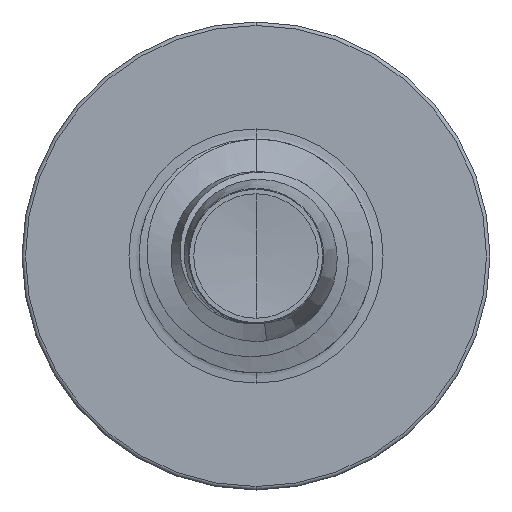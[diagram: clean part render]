
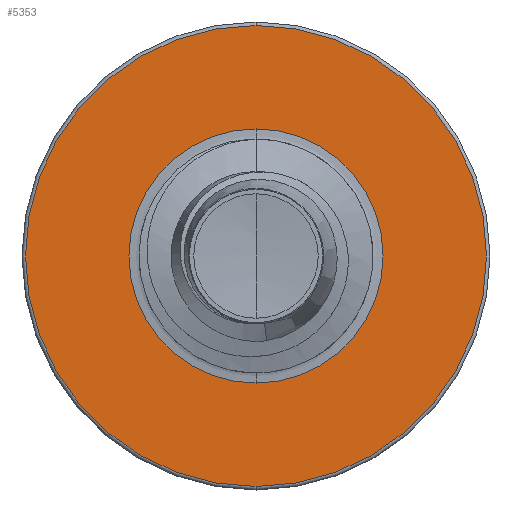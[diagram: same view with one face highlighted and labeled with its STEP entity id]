
A CAD part, front view. The second image highlights one B-rep face of the part: STEP entity #5353.
In plain terms, the highlighted planar face has unit normal (0, -1, 0).
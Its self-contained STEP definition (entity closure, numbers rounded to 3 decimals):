
#107 = EDGE_CURVE ( 'NONE', #10385, #9906, #5600, .T. ) ;
#869 = ORIENTED_EDGE ( 'NONE', *, *, #1477, .T. ) ;
#1477 = EDGE_CURVE ( 'NONE', #10337, #5566, #3247, .T. ) ;
#2101 = DIRECTION ( 'NONE',  ( 0., 0., 1. ) ) ;
#2112 = DIRECTION ( 'NONE',  ( 0., 1., 0. ) ) ;
#2115 = CARTESIAN_POINT ( 'NONE',  ( 0., 2., 0. ) ) ;
#2284 = CARTESIAN_POINT ( 'NONE',  ( 0., 2., 1.97 ) ) ;
#2355 = FACE_BOUND ( 'NONE', #5692, .T. ) ;
#2358 = AXIS2_PLACEMENT_3D ( 'NONE', #8107, #6576, #6246 ) ;
#2432 = CARTESIAN_POINT ( 'NONE',  ( 0., 2., -1.97 ) ) ;
#2718 = ORIENTED_EDGE ( 'NONE', *, *, #2975, .T. ) ;
#2785 = CARTESIAN_POINT ( 'NONE',  ( 0., 2., 1.086 ) ) ;
#2975 = EDGE_CURVE ( 'NONE', #5566, #10337, #8751, .T. ) ;
#3173 = DIRECTION ( 'NONE',  ( 0., 0., 1. ) ) ;
#3187 = DIRECTION ( 'NONE',  ( 0., 1., 0. ) ) ;
#3221 = CARTESIAN_POINT ( 'NONE',  ( 0., 2., 0. ) ) ;
#3247 = CIRCLE ( 'NONE', #9458, 1.086 ) ;
#4007 = AXIS2_PLACEMENT_3D ( 'NONE', #2115, #2112, #2101 ) ;
#5353 = ADVANCED_FACE ( 'NONE', ( #5547, #2355 ), #7380, .F. ) ;
#5547 = FACE_OUTER_BOUND ( 'NONE', #10332, .T. ) ;
#5566 = VERTEX_POINT ( 'NONE', #6841 ) ;
#5600 = CIRCLE ( 'NONE', #4007, 1.97 ) ;
#5692 = EDGE_LOOP ( 'NONE', ( #869, #2718 ) ) ;
#6207 = DIRECTION ( 'NONE',  ( 0., 0., 1. ) ) ;
#6218 = DIRECTION ( 'NONE',  ( 0., 1., 0. ) ) ;
#6230 = CARTESIAN_POINT ( 'NONE',  ( 0., 2., 0. ) ) ;
#6246 = DIRECTION ( 'NONE',  ( 0., 0., 1. ) ) ;
#6252 = CIRCLE ( 'NONE', #2358, 1.97 ) ;
#6414 = ORIENTED_EDGE ( 'NONE', *, *, #107, .F. ) ;
#6576 = DIRECTION ( 'NONE',  ( 0., 1., 0. ) ) ;
#6793 = AXIS2_PLACEMENT_3D ( 'NONE', #7390, #7377, #7370 ) ;
#6841 = CARTESIAN_POINT ( 'NONE',  ( 0., 2., -1.086 ) ) ;
#7243 = EDGE_CURVE ( 'NONE', #9906, #10385, #6252, .T. ) ;
#7370 = DIRECTION ( 'NONE',  ( 0., 0., 1. ) ) ;
#7377 = DIRECTION ( 'NONE',  ( 0., 1., 0. ) ) ;
#7380 = PLANE ( 'NONE',  #6793 ) ;
#7390 = CARTESIAN_POINT ( 'NONE',  ( 0., 2., -1.086 ) ) ;
#8107 = CARTESIAN_POINT ( 'NONE',  ( 0., 2., 0. ) ) ;
#8751 = CIRCLE ( 'NONE', #10209, 1.086 ) ;
#9458 = AXIS2_PLACEMENT_3D ( 'NONE', #3221, #3187, #3173 ) ;
#9494 = ORIENTED_EDGE ( 'NONE', *, *, #7243, .F. ) ;
#9906 = VERTEX_POINT ( 'NONE', #2284 ) ;
#10209 = AXIS2_PLACEMENT_3D ( 'NONE', #6230, #6218, #6207 ) ;
#10332 = EDGE_LOOP ( 'NONE', ( #9494, #6414 ) ) ;
#10337 = VERTEX_POINT ( 'NONE', #2785 ) ;
#10385 = VERTEX_POINT ( 'NONE', #2432 ) ;
